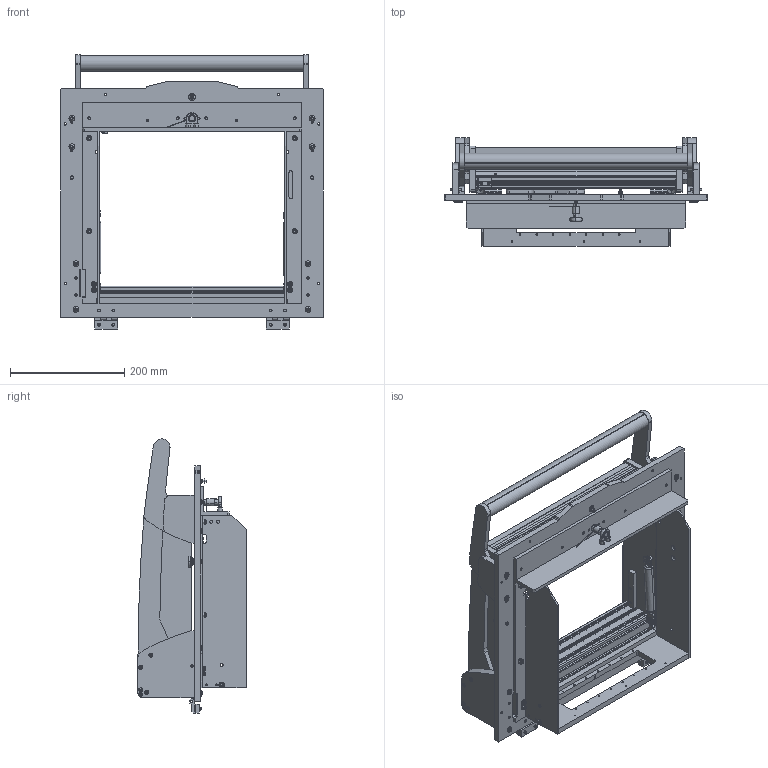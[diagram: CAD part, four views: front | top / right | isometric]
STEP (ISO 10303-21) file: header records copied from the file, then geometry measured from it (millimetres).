
FILE_DESCRIPTION (( 'STEP AP214' ), '1' );
FILE_NAME ('35650~9.STEP', '2019-05-15T14:22:41', ( '' ), ( '' ), 'SwSTEP 2.0', 'SolidWorks 2018', '' );
FILE_SCHEMA (( 'AUTOMOTIVE_DESIGN' ));
Length unit declared in the file: millimetre
Products named in the file (68): DIN7991~n_M05,0x020; DIN125~n_04,3 M04,0; 32578~1_S; 2528~0; DIN125~n_06,4 M06,0 Fase; 35662~11_S; K_02037~0_Standard ohne Dyn Punkt<Standard>; 30915~0; 49317~0; 47523~0_S; 35651~1_S; 32724~1; K_02038~0; 35663~8_S; 35661~4_S; 39894~2_KUNDE<S>; K_02037~0; DIN6325~n_04,0m6x014; 35650~9; 35151~0_S; 55713~0_KUNDE<S>; 3521~0_Spring Pin ISO 8752 - 3 x 16 - St; DIN125~n_05,3 M05,0 Fase; DIN7991~n_M05,0x016; 37188~1_S; 35716~2; 39893~3_KUNDE<S>; DIN6325~n_04,0m6x024; DIN912~n_M06,0x016; 53837~1_KUNDE<S>; DIN7991~n_M03,0x016 VA; 35648~13; 53031~0_S; 35097~0; 38786~1; 53838~0_S; DIN6325~n_02,0m6x016; ASR~-a-s-r_拱04,2x07x拌8; 34328~1_S; ISO7380~n_M05,0x020 ...
Assembly tree (160 placements, depth 3):
  35650~9
    35648~13
    55713~0_KUNDE<S>  x2
    53837~1_KUNDE<S>
    53836~0_KUNDE<S>
    55712~0_KUNDE<S>  x2
    39892~5_KUNDE<S>
    39891~3_KUNDE<S>
    39894~2_KUNDE<S>
    39893~3_KUNDE<S>
    34328~1_S  x2
    35716~2
    53839~0_mit Lehre gebohrt<S>
    53838~0_S
    35714~3_S
    32587~4_S
    35663~8_S
    35662~11_S
    35661~4_S
    35664~1_S
    35649~1_S
    35651~1_S
    57801~2_S  x2
    32578~1_S  x2
    32724~1
    2281~0_180ø<Standard>  x2
      2281~0
    37188~1_S  x2
    48728~1_S
      48726~2_S
      DIN6325~n_04,0m6x012
      48565~1_S
      DIN125~n_06,4 M06,0 Fase
      DIN125~n_04,3 M04,0  x2
      DIN912~n_M04,0x020  x2
      49317~0
    48727~1_S
      48726~2_S
      DIN6325~n_04,0m6x012
      48565~1_S
      DIN912~n_M04,0x020  x2
      DIN125~n_06,4 M06,0 Fase
      DIN125~n_04,3 M04,0  x2
      49317~0
    4824~0  x2
    31253~0_S
    ASR~-a-s-r_拱04,2x07x拌8  x2
    35097~0
    35151~0_S
    38786~1
      K_02037~0
      K_02038~0
    31788~1
      K_02037~0_Standard ohne Dyn Punkt<Standard>
      K_02038~0
    47523~0_S  x10
    53031~0_S
    31109~0
    30955~0_S
    30915~0
Bounding box: 460 x 190 x 480.44 mm (x, y, z)
Volume: 3407893.2 mm3; surface area: 1426259.3 mm2
Topology: 159 solids, 159 shells, 3714 faces, 9359 edges, 5963 vertices
Faces by surface type: cylinder 1530, plane 1411, cone 540, bspline 88, torus 73, sphere 72
Entity records: 73792 total; most frequent: CARTESIAN_POINT 12967, DIRECTION 12422, ORIENTED_EDGE 11052, EDGE_CURVE 5526, AXIS2_PLACEMENT_3D 4702, VERTEX_POINT 3566, LINE 3018, VECTOR 3018
